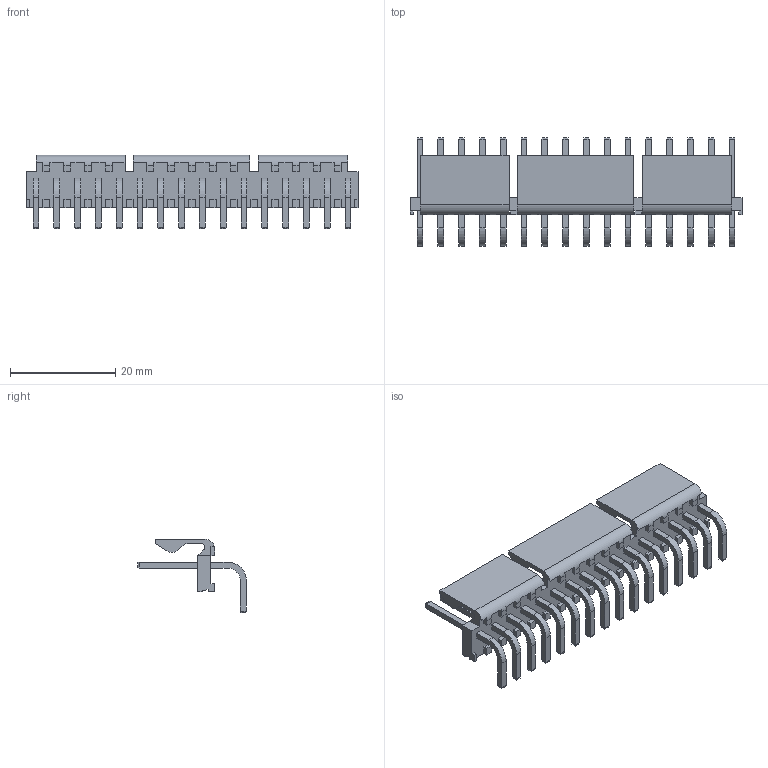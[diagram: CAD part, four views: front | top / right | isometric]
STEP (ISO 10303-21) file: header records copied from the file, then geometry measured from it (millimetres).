
FILE_DESCRIPTION(/* description */ ('model of Molex_KK-396_A-41792-0016_1x16_P3.96mm_Horizontal'),/* implementation_level */ '2;1');
FILE_NAME(/* name */ 'Molex_KK-396_A-41792-0016_1x16_P3.96mm_Horizontal.step',/* time_stamp */ '2022-01-07T13:40:31',/* author */ ('Franck Bourdonnec',''),/* organization */ (''),/* preprocessor_version */ '',/* originating_system */ '',/* authorisation */ '');
FILE_SCHEMA(('AUTOMOTIVE_DESIGN { 1 0 10303 214 1 1 1 1 }'));
Length unit declared in the file: millimetre
Products named in the file (1): Molex_A_41792_0016
Bounding box: 63.21 x 20.71 x 13.98 mm (x, y, z)
Volume: 2670.8 mm3; surface area: 4761.3 mm2
Topology: 1 solids, 1 shells, 544 faces, 1399 edges, 890 vertices
Faces by surface type: plane 498, cylinder 46
Entity records: 37587 total; most frequent: CARTESIAN_POINT 6692, DIRECTION 4635, LINE 3249, VECTOR 3249, ORIENTED_EDGE 2798, PCURVE 2798, DEFINITIONAL_REPRESENTATION 2798, EDGE_CURVE 1399
